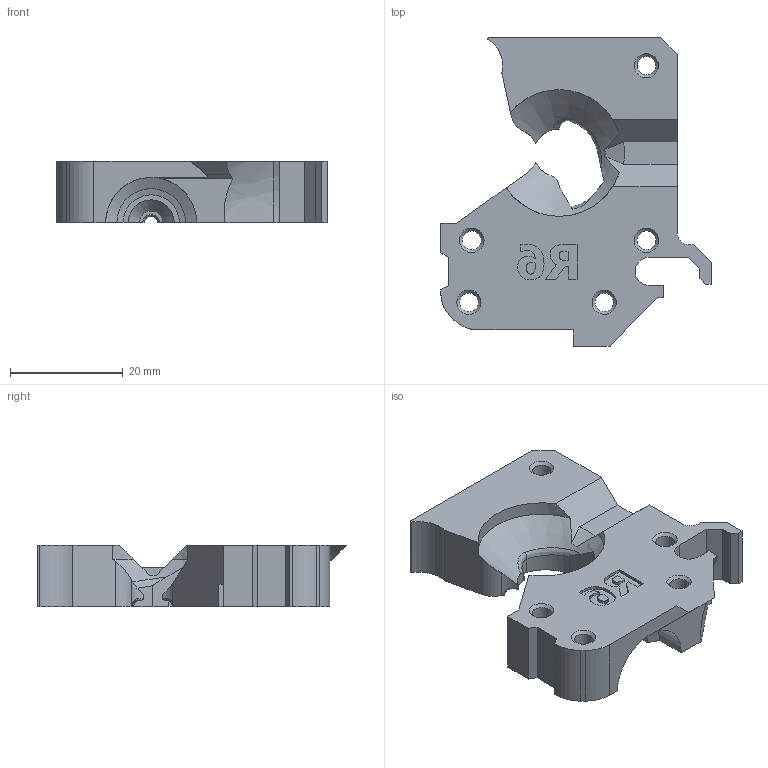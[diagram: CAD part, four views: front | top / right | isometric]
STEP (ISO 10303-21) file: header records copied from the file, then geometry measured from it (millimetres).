
FILE_DESCRIPTION(/* description */ (''),/* implementation_level */ '2;1');
FILE_NAME(/* name */ 'MB-printhead.extruder-motor-plate-R6.step',/* time_stamp */ '2023-04-08T18:31:21+02:00',/* author */ (''),/* organization */ (''),/* preprocessor_version */ 'ST-DEVELOPER v19.2',/* originating_system */ 'Autodesk Translation Framework v12.4.0.73',/* authorisation */ '');
FILE_SCHEMA (('AUTOMOTIVE_DESIGN { 1 0 10303 214 3 1 1 }'));
Length unit declared in the file: millimetre
Products named in the file (1): extruder-motor-plate v1(Mirror)
Bounding box: 48 x 54.85 x 11 mm (x, y, z)
Volume: 11528.6 mm3; surface area: 6967 mm2
Topology: 1 solids, 1 shells, 208 faces, 588 edges, 388 vertices
Faces by surface type: plane 111, cylinder 41, bspline 37, cone 17, torus 2
Full cylindrical faces by diameter (mm): 3.3 x3, 3.35 x2, 7 x1
Entity records: 7500 total; most frequent: CARTESIAN_POINT 2274, ORIENTED_EDGE 1176, DIRECTION 939, EDGE_CURVE 588, VERTEX_POINT 388, LINE 371, VECTOR 371, AXIS2_PLACEMENT_3D 284
